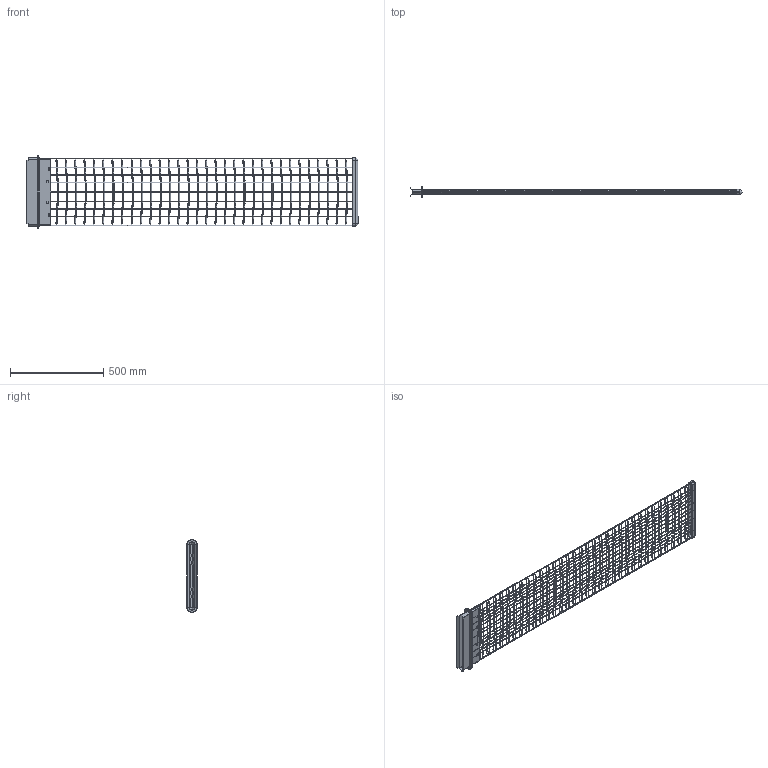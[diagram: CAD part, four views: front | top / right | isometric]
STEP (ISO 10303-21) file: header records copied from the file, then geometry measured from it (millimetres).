
FILE_DESCRIPTION (( 'STEP AP203' ), '1' );
FILE_NAME ('GÉ OSMIÈKA.STEP', '2023-12-11T09:01:50', ( '' ), ( '' ), 'SwSTEP 2.0', 'SolidWorks 2022', '' );
FILE_SCHEMA (( 'CONFIG_CONTROL_DESIGN' ));
Products named in the file (3): GÉ OSMIČKA; RF-M009-07 - ASSY CAGE 2000 G7 - DIL_2+750; RF-M009-07 - ASSY CAGE 2000 G7 - DIL_1
Assembly tree (2 placements, depth 2):
  GÉ OSMIČKA
    RF-M009-07 - ASSY CAGE 2000 G7 - DIL_1
    RF-M009-07 - ASSY CAGE 2000 G7 - DIL_2+750
Bounding box: 1781.64 x 54.5 x 392.5 mm (x, y, z)
Volume: 573620.4 mm3; surface area: 869283.1 mm2
Topology: 16 solids, 16 shells, 3475 faces, 10382 edges, 7124 vertices
Faces by surface type: cylinder 2492, torus 568, plane 411, sphere 4
Entity records: 141593 total; most frequent: CARTESIAN_POINT 53454, ORIENTED_EDGE 20748, DIRECTION 16586, EDGE_CURVE 10374, VERTEX_POINT 7120, AXIS2_PLACEMENT_3D 6792, EDGE_LOOP 4474, FACE_OUTER_BOUND 3475
